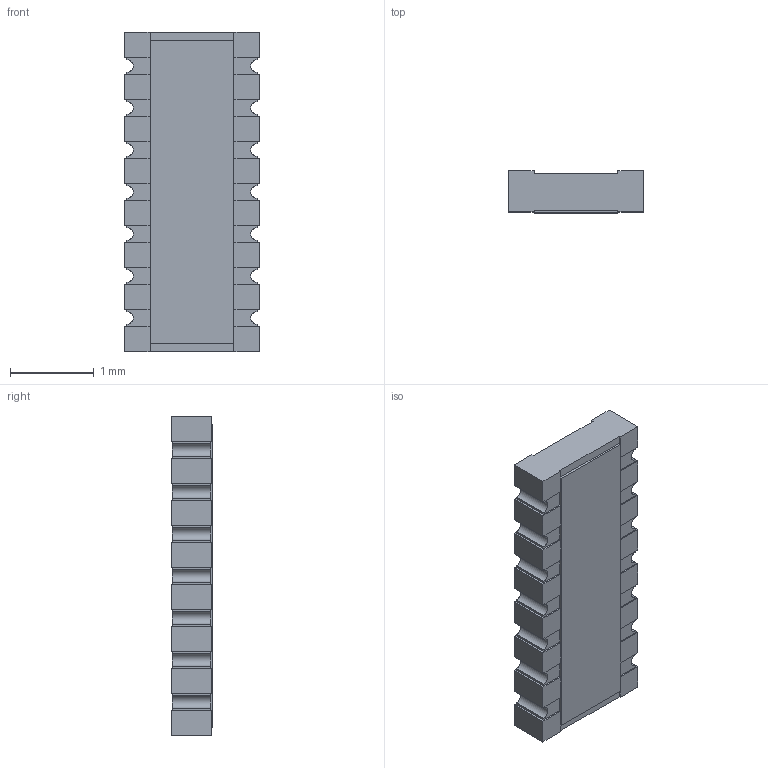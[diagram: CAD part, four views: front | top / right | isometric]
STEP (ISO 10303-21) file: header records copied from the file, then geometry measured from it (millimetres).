
FILE_DESCRIPTION((''),'2;1');
FILE_NAME('CAY_16-J8','2012-08-16T',('ryans'),('Bourns, Inc.'),'PRO/ENGINEER BY PARAMETRIC TECHNOLOGY CORPORATION, 2010100','PRO/ENGINEER BY PARAMETRIC TECHNOLOGY CORPORATION, 2010100','');
FILE_SCHEMA(('CONFIG_CONTROL_DESIGN'));
Length unit declared in the file: millimetre
Products named in the file (1): CAY_16-J8
Bounding box: 1.6 x 0.5 x 3.8 mm (x, y, z)
Volume: 2.8 mm3; surface area: 18.4 mm2
Topology: 1 solids, 1 shells, 162 faces, 476 edges, 316 vertices
Faces by surface type: plane 148, cylinder 14
Entity records: 5334 total; most frequent: CARTESIAN_POINT 954, ORIENTED_EDGE 952, DIRECTION 828, EDGE_CURVE 476, VECTOR 448, LINE 448, VERTEX_POINT 316, AXIS2_PLACEMENT_3D 190
